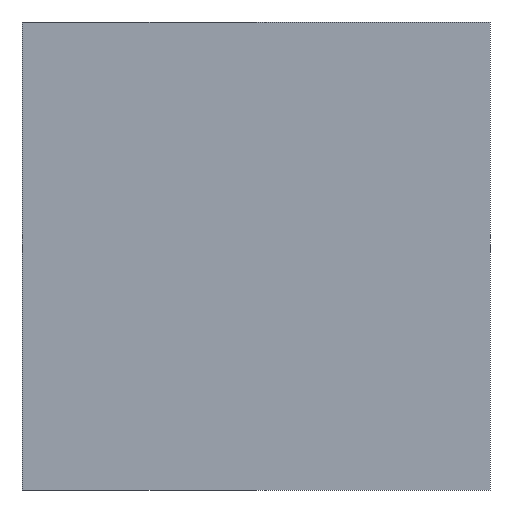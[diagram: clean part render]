
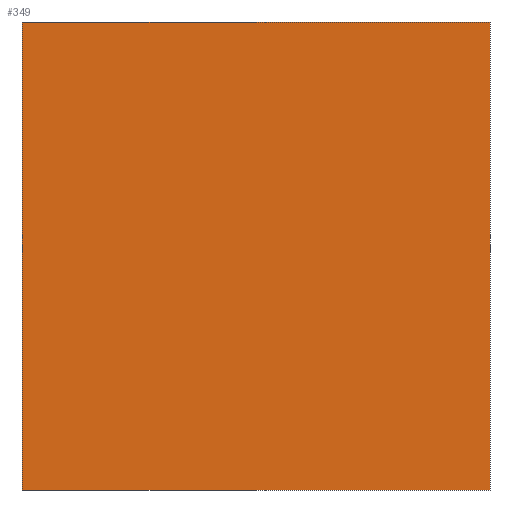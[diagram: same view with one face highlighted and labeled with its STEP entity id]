
A CAD part, front view. The second image highlights one B-rep face of the part: STEP entity #349.
In plain terms, the highlighted planar face has unit normal (0, -1, 0).
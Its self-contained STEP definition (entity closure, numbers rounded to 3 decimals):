
#39 = EDGE_CURVE ( 'NONE', #198, #273, #388, .T. ) ;
#43 = ORIENTED_EDGE ( 'NONE', *, *, #236, .F. ) ;
#121 = CARTESIAN_POINT ( 'NONE',  ( 1.65, 0., -1.65 ) ) ;
#130 = PLANE ( 'NONE',  #325 ) ;
#132 = ORIENTED_EDGE ( 'NONE', *, *, #268, .F. ) ;
#161 = VECTOR ( 'NONE', #317, 1000. ) ;
#162 = EDGE_LOOP ( 'NONE', ( #132, #208, #43, #237 ) ) ;
#169 = CARTESIAN_POINT ( 'NONE',  ( 1.65, 0., 1.65 ) ) ;
#187 = DIRECTION ( 'NONE',  ( 0., 1., 0. ) ) ;
#193 = CARTESIAN_POINT ( 'NONE',  ( -1.65, 0., -1.65 ) ) ;
#198 = VERTEX_POINT ( 'NONE', #373 ) ;
#208 = ORIENTED_EDGE ( 'NONE', *, *, #39, .F. ) ;
#212 = LINE ( 'NONE', #193, #312 ) ;
#236 = EDGE_CURVE ( 'NONE', #341, #198, #212, .T. ) ;
#237 = ORIENTED_EDGE ( 'NONE', *, *, #329, .F. ) ;
#250 = CARTESIAN_POINT ( 'NONE',  ( 0., 0., 0. ) ) ;
#255 = CARTESIAN_POINT ( 'NONE',  ( -1.65, 0., -1.65 ) ) ;
#256 = DIRECTION ( 'NONE',  ( 0., 0., 1. ) ) ;
#263 = FACE_OUTER_BOUND ( 'NONE', #162, .T. ) ;
#264 = LINE ( 'NONE', #407, #364 ) ;
#268 = EDGE_CURVE ( 'NONE', #273, #346, #264, .T. ) ;
#273 = VERTEX_POINT ( 'NONE', #169 ) ;
#312 = VECTOR ( 'NONE', #256, 1000. ) ;
#317 = DIRECTION ( 'NONE',  ( 1., 0., 0. ) ) ;
#325 = AXIS2_PLACEMENT_3D ( 'NONE', #250, #187, #436 ) ;
#329 = EDGE_CURVE ( 'NONE', #346, #341, #400, .T. ) ;
#332 = CARTESIAN_POINT ( 'NONE',  ( -1.65, 0., -1.65 ) ) ;
#338 = DIRECTION ( 'NONE',  ( 0., 0., -1. ) ) ;
#341 = VERTEX_POINT ( 'NONE', #255 ) ;
#346 = VERTEX_POINT ( 'NONE', #121 ) ;
#349 = ADVANCED_FACE ( 'NONE', ( #263 ), #130, .F. ) ;
#356 = CARTESIAN_POINT ( 'NONE',  ( -1.65, 0., 1.65 ) ) ;
#358 = DIRECTION ( 'NONE',  ( -1., 0., 0. ) ) ;
#364 = VECTOR ( 'NONE', #338, 1000. ) ;
#373 = CARTESIAN_POINT ( 'NONE',  ( -1.65, 0., 1.65 ) ) ;
#388 = LINE ( 'NONE', #356, #161 ) ;
#400 = LINE ( 'NONE', #332, #410 ) ;
#407 = CARTESIAN_POINT ( 'NONE',  ( 1.65, 0., -1.65 ) ) ;
#410 = VECTOR ( 'NONE', #358, 1000. ) ;
#436 = DIRECTION ( 'NONE',  ( 0., 0., 1. ) ) ;
